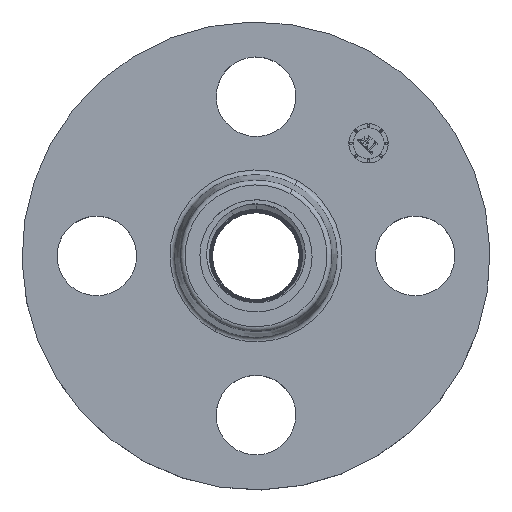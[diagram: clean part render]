
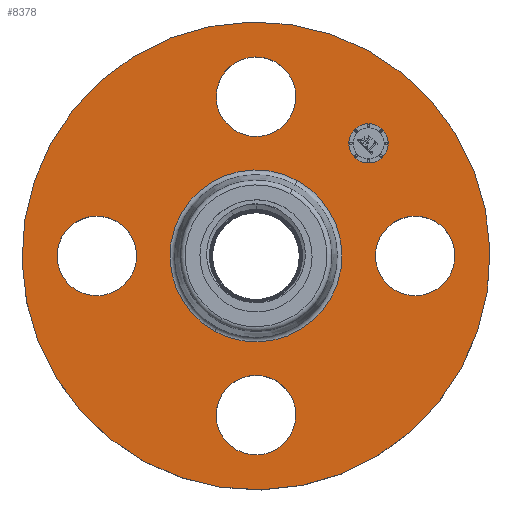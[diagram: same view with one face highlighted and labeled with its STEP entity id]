
A CAD part, top view. The second image highlights one B-rep face of the part: STEP entity #8378.
In plain terms, the highlighted planar face has unit normal (0, 0, 1).
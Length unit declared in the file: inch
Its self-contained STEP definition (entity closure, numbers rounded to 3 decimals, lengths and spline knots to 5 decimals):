
#368=AXIS2_PLACEMENT_3D('Circle Axis2P3D',#366,#367,$) ;
#385=AXIS2_PLACEMENT_3D('Circle Axis2P3D',#383,#384,$) ;
#418=AXIS2_PLACEMENT_3D('Circle Axis2P3D',#416,#417,$) ;
#442=AXIS2_PLACEMENT_3D('Circle Axis2P3D',#440,#441,$) ;
#459=AXIS2_PLACEMENT_3D('Circle Axis2P3D',#457,#458,$) ;
#494=AXIS2_PLACEMENT_3D('Circle Axis2P3D',#492,#493,$) ;
#731=AXIS2_PLACEMENT_3D('Circle Axis2P3D',#729,#730,$) ;
#743=AXIS2_PLACEMENT_3D('Circle Axis2P3D',#741,#742,$) ;
#774=AXIS2_PLACEMENT_3D('Circle Axis2P3D',#772,#773,$) ;
#786=AXIS2_PLACEMENT_3D('Circle Axis2P3D',#784,#785,$) ;
#817=AXIS2_PLACEMENT_3D('Circle Axis2P3D',#815,#816,$) ;
#829=AXIS2_PLACEMENT_3D('Circle Axis2P3D',#827,#828,$) ;
#8334=AXIS2_PLACEMENT_3D('Plane Axis2P3D',#8331,#8332,#8333) ;
#8362=AXIS2_PLACEMENT_3D('Circle Axis2P3D',#8360,#8361,$) ;
#8371=AXIS2_PLACEMENT_3D('Circle Axis2P3D',#8369,#8370,$) ;
#349=CARTESIAN_POINT('Vertex',(1.56121,0.23971,1.12)) ;
#363=CARTESIAN_POINT('Vertex',(2.43879,-0.23971,1.12)) ;
#366=CARTESIAN_POINT('Axis2P3D Location',(2.,0.,1.12)) ;
#383=CARTESIAN_POINT('Axis2P3D Location',(2.,0.,1.12)) ;
#413=CARTESIAN_POINT('Vertex',(-1.40951,-2.58009,1.12)) ;
#416=CARTESIAN_POINT('Axis2P3D Location',(0.,0.,1.12)) ;
#420=CARTESIAN_POINT('Vertex',(1.40951,2.58009,1.12)) ;
#440=CARTESIAN_POINT('Axis2P3D Location',(0.,0.,1.12)) ;
#457=CARTESIAN_POINT('Axis2P3D Location',(0.,0.,1.12)) ;
#461=CARTESIAN_POINT('Vertex',(0.51795,0.94809,1.12)) ;
#463=CARTESIAN_POINT('Vertex',(-0.51795,-0.94809,1.12)) ;
#492=CARTESIAN_POINT('Axis2P3D Location',(0.,0.,1.12)) ;
#719=CARTESIAN_POINT('Vertex',(-0.23971,1.56121,1.12)) ;
#726=CARTESIAN_POINT('Vertex',(0.23971,2.43879,1.12)) ;
#729=CARTESIAN_POINT('Axis2P3D Location',(0.,2.,1.12)) ;
#741=CARTESIAN_POINT('Axis2P3D Location',(0.,2.,1.12)) ;
#762=CARTESIAN_POINT('Vertex',(-1.56121,-0.23971,1.12)) ;
#769=CARTESIAN_POINT('Vertex',(-2.43879,0.23971,1.12)) ;
#772=CARTESIAN_POINT('Axis2P3D Location',(-2.,0.,1.12)) ;
#784=CARTESIAN_POINT('Axis2P3D Location',(-2.,0.,1.12)) ;
#805=CARTESIAN_POINT('Vertex',(0.23971,-1.56121,1.12)) ;
#812=CARTESIAN_POINT('Vertex',(-0.23971,-2.43879,1.12)) ;
#815=CARTESIAN_POINT('Axis2P3D Location',(0.,-2.,1.12)) ;
#827=CARTESIAN_POINT('Axis2P3D Location',(0.,-2.,1.12)) ;
#8331=CARTESIAN_POINT('Axis2P3D Location',(0.,2.94,1.12)) ;
#8360=CARTESIAN_POINT('Axis2P3D Location',(1.41421,1.41421,1.12)) ;
#8364=CARTESIAN_POINT('Vertex',(1.2392,1.58922,1.12)) ;
#8366=CARTESIAN_POINT('Vertex',(1.58922,1.2392,1.12)) ;
#8369=CARTESIAN_POINT('Axis2P3D Location',(1.41421,1.41421,1.12)) ;
#367=DIRECTION('Axis2P3D Direction',(0.,-0.,-0.039)) ;
#384=DIRECTION('Axis2P3D Direction',(0.,-0.,-0.039)) ;
#417=DIRECTION('Axis2P3D Direction',(0.,0.,-0.039)) ;
#441=DIRECTION('Axis2P3D Direction',(0.,0.,-0.039)) ;
#458=DIRECTION('Axis2P3D Direction',(0.,0.,-0.039)) ;
#493=DIRECTION('Axis2P3D Direction',(0.,0.,-0.039)) ;
#730=DIRECTION('Axis2P3D Direction',(0.,0.,-0.039)) ;
#742=DIRECTION('Axis2P3D Direction',(0.,0.,-0.039)) ;
#773=DIRECTION('Axis2P3D Direction',(-0.,0.,-0.039)) ;
#785=DIRECTION('Axis2P3D Direction',(-0.,0.,-0.039)) ;
#816=DIRECTION('Axis2P3D Direction',(0.,-0.,-0.039)) ;
#828=DIRECTION('Axis2P3D Direction',(0.,-0.,-0.039)) ;
#8332=DIRECTION('Axis2P3D Direction',(0.,0.,-0.039)) ;
#8333=DIRECTION('Axis2P3D XDirection',(0.039,0.,0.)) ;
#8361=DIRECTION('Axis2P3D Direction',(0.,0.,-0.039)) ;
#8370=DIRECTION('Axis2P3D Direction',(0.,0.,-0.039)) ;
#8337=ORIENTED_EDGE('',*,*,#444,.F.) ;
#8338=ORIENTED_EDGE('',*,*,#422,.F.) ;
#8341=ORIENTED_EDGE('',*,*,#370,.T.) ;
#8342=ORIENTED_EDGE('',*,*,#387,.T.) ;
#8345=ORIENTED_EDGE('',*,*,#496,.T.) ;
#8346=ORIENTED_EDGE('',*,*,#465,.T.) ;
#8349=ORIENTED_EDGE('',*,*,#831,.T.) ;
#8350=ORIENTED_EDGE('',*,*,#819,.T.) ;
#8353=ORIENTED_EDGE('',*,*,#788,.T.) ;
#8354=ORIENTED_EDGE('',*,*,#776,.T.) ;
#8357=ORIENTED_EDGE('',*,*,#745,.T.) ;
#8358=ORIENTED_EDGE('',*,*,#733,.T.) ;
#8375=ORIENTED_EDGE('',*,*,#8368,.T.) ;
#8376=ORIENTED_EDGE('',*,*,#8373,.T.) ;
#8343=FACE_BOUND('',#8340,.T.) ;
#8347=FACE_BOUND('',#8344,.T.) ;
#8351=FACE_BOUND('',#8348,.T.) ;
#8355=FACE_BOUND('',#8352,.T.) ;
#8359=FACE_BOUND('',#8356,.T.) ;
#8377=FACE_BOUND('',#8374,.T.) ;
#8378=ADVANCED_FACE('PartBody',(#8339,#8343,#8347,#8351,#8355,#8359,#8377),#8335,.F.) ;
#369=CIRCLE('generated circle',#368,0.5) ;
#386=CIRCLE('generated circle',#385,0.5) ;
#419=CIRCLE('generated circle',#418,2.94) ;
#443=CIRCLE('generated circle',#442,2.94) ;
#460=CIRCLE('generated circle',#459,1.08035) ;
#495=CIRCLE('generated circle',#494,1.08035) ;
#732=CIRCLE('generated circle',#731,0.5) ;
#744=CIRCLE('generated circle',#743,0.5) ;
#775=CIRCLE('generated circle',#774,0.5) ;
#787=CIRCLE('generated circle',#786,0.5) ;
#818=CIRCLE('generated circle',#817,0.5) ;
#830=CIRCLE('generated circle',#829,0.5) ;
#8363=CIRCLE('generated circle',#8362,0.2475) ;
#8372=CIRCLE('generated circle',#8371,0.2475) ;
#370=EDGE_CURVE('',#350,#364,#369,.T.) ;
#387=EDGE_CURVE('',#364,#350,#386,.T.) ;
#422=EDGE_CURVE('',#414,#421,#419,.T.) ;
#444=EDGE_CURVE('',#421,#414,#443,.T.) ;
#465=EDGE_CURVE('',#462,#464,#460,.T.) ;
#496=EDGE_CURVE('',#464,#462,#495,.T.) ;
#733=EDGE_CURVE('',#720,#727,#732,.T.) ;
#745=EDGE_CURVE('',#727,#720,#744,.T.) ;
#776=EDGE_CURVE('',#763,#770,#775,.T.) ;
#788=EDGE_CURVE('',#770,#763,#787,.T.) ;
#819=EDGE_CURVE('',#806,#813,#818,.T.) ;
#831=EDGE_CURVE('',#813,#806,#830,.T.) ;
#8368=EDGE_CURVE('',#8365,#8367,#8363,.T.) ;
#8373=EDGE_CURVE('',#8367,#8365,#8372,.T.) ;
#8336=EDGE_LOOP('',(#8337,#8338)) ;
#8340=EDGE_LOOP('',(#8341,#8342)) ;
#8344=EDGE_LOOP('',(#8345,#8346)) ;
#8348=EDGE_LOOP('',(#8349,#8350)) ;
#8352=EDGE_LOOP('',(#8353,#8354)) ;
#8356=EDGE_LOOP('',(#8357,#8358)) ;
#8374=EDGE_LOOP('',(#8375,#8376)) ;
#8339=FACE_OUTER_BOUND('',#8336,.T.) ;
#8335=PLANE('',#8334) ;
#350=VERTEX_POINT('',#349) ;
#364=VERTEX_POINT('',#363) ;
#414=VERTEX_POINT('',#413) ;
#421=VERTEX_POINT('',#420) ;
#462=VERTEX_POINT('',#461) ;
#464=VERTEX_POINT('',#463) ;
#720=VERTEX_POINT('',#719) ;
#727=VERTEX_POINT('',#726) ;
#763=VERTEX_POINT('',#762) ;
#770=VERTEX_POINT('',#769) ;
#806=VERTEX_POINT('',#805) ;
#813=VERTEX_POINT('',#812) ;
#8365=VERTEX_POINT('',#8364) ;
#8367=VERTEX_POINT('',#8366) ;
